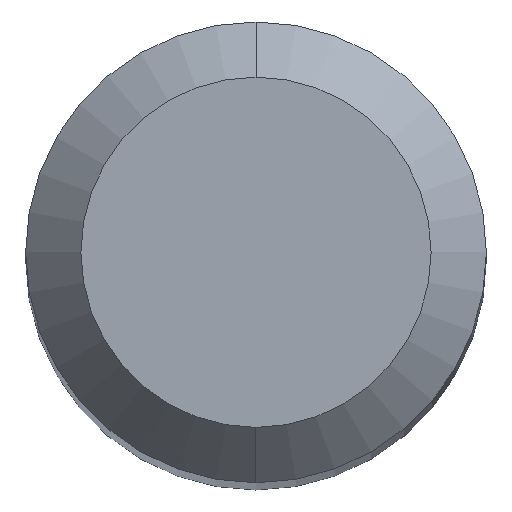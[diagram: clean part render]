
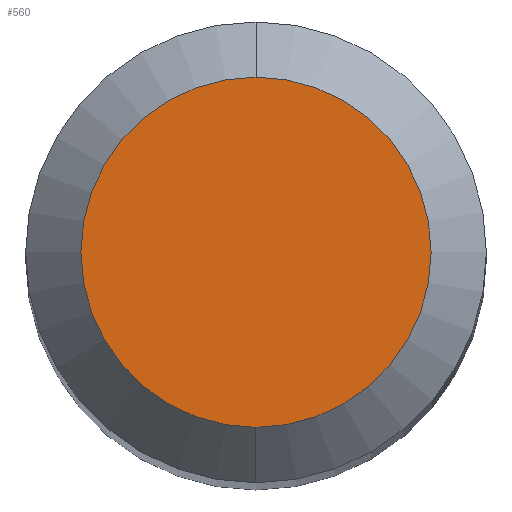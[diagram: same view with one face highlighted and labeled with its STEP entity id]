
A CAD part, top view. The second image highlights one B-rep face of the part: STEP entity #560.
In plain terms, the highlighted planar face has unit normal (0, 0, 1).
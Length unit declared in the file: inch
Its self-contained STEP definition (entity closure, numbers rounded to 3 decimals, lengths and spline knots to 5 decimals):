
#19 = VERTEX_POINT ( 'NONE', #135 ) ;
#23 = EDGE_CURVE ( 'NONE', #19, #295, #146, .T. ) ;
#62 = CIRCLE ( 'NONE', #82, 0.0475 ) ;
#82 = AXIS2_PLACEMENT_3D ( 'NONE', #123, #472, #213 ) ;
#104 = EDGE_LOOP ( 'NONE', ( #189, #481 ) ) ;
#111 = DIRECTION ( 'NONE',  ( 0., 1., 0. ) ) ;
#123 = CARTESIAN_POINT ( 'NONE',  ( 0., 0., 0. ) ) ;
#135 = CARTESIAN_POINT ( 'NONE',  ( 0., -0.0475, 0. ) ) ;
#146 = CIRCLE ( 'NONE', #214, 0.0475 ) ;
#180 = CARTESIAN_POINT ( 'NONE',  ( 0., 0., 0. ) ) ;
#189 = ORIENTED_EDGE ( 'NONE', *, *, #317, .T. ) ;
#213 = DIRECTION ( 'NONE',  ( 0., -1., 0. ) ) ;
#214 = AXIS2_PLACEMENT_3D ( 'NONE', #180, #220, #366 ) ;
#220 = DIRECTION ( 'NONE',  ( 0., 0., 1. ) ) ;
#268 = AXIS2_PLACEMENT_3D ( 'NONE', #509, #414, #111 ) ;
#295 = VERTEX_POINT ( 'NONE', #361 ) ;
#317 = EDGE_CURVE ( 'NONE', #295, #19, #62, .T. ) ;
#361 = CARTESIAN_POINT ( 'NONE',  ( 0., 0.0475, 0. ) ) ;
#366 = DIRECTION ( 'NONE',  ( 0., -1., 0. ) ) ;
#378 = PLANE ( 'NONE',  #268 ) ;
#414 = DIRECTION ( 'NONE',  ( 0., 0., -1. ) ) ;
#472 = DIRECTION ( 'NONE',  ( 0., 0., 1. ) ) ;
#481 = ORIENTED_EDGE ( 'NONE', *, *, #23, .T. ) ;
#509 = CARTESIAN_POINT ( 'NONE',  ( 0., 0.0475, 0. ) ) ;
#554 = FACE_OUTER_BOUND ( 'NONE', #104, .T. ) ;
#560 = ADVANCED_FACE ( 'NONE', ( #554 ), #378, .F. ) ;
